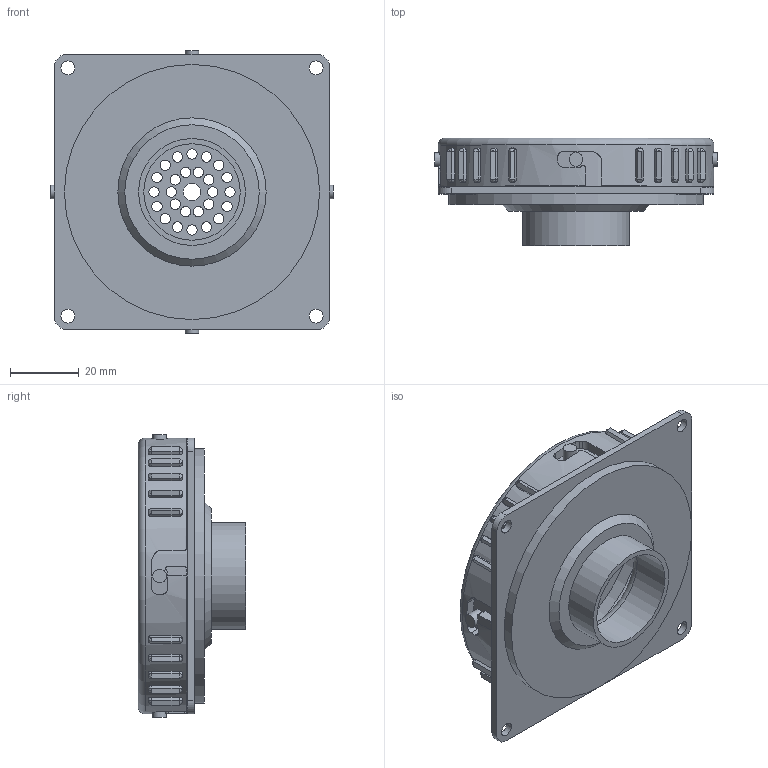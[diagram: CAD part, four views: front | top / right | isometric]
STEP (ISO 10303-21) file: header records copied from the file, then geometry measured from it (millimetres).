
FILE_DESCRIPTION(/* description */ (''),/* implementation_level */ '2;1');
FILE_NAME(/* name */ 'Machine Filter Box V2 (Intake).step',/* time_stamp */ '2020-04-24T13:29:55+02:00',/* author */ (''),/* organization */ (''),/* preprocessor_version */ 'ST-DEVELOPER v18.1',/* originating_system */ 'Autodesk Translation Framework v9.2.0.1227',/* authorisation */ '');
FILE_SCHEMA (('AUTOMOTIVE_DESIGN { 1 0 10303 214 3 1 1 }'));
Length unit declared in the file: millimetre
Products named in the file (4): Machine Filter Box V2 (Intake); Basis; Joint; Seal
Assembly tree (3 placements, depth 2):
  Machine Filter Box V2 (Intake)
    Basis
    Joint
    Seal
Bounding box: 82 x 31.2 x 82 mm (x, y, z)
Volume: 41391.8 mm3; surface area: 42402.9 mm2
Topology: 27 solids, 27 shells, 442 faces, 1099 edges, 681 vertices
Faces by surface type: cylinder 210, plane 184, cone 45, torus 3
Full cylindrical faces by diameter (mm): 3 x110, 4 x8, 5 x1, 28 x1, 31 x1, 61 x1, 64 x1, 64.2 x1, 67.8 x1, 68 x2, 74 x1, 74.6 x1, 80 x1
Entity records: 14184 total; most frequent: CARTESIAN_POINT 2784, DIRECTION 2381, ORIENTED_EDGE 2162, EDGE_CURVE 1081, AXIS2_PLACEMENT_3D 914, VERTEX_POINT 725, EDGE_LOOP 708, LINE 553
